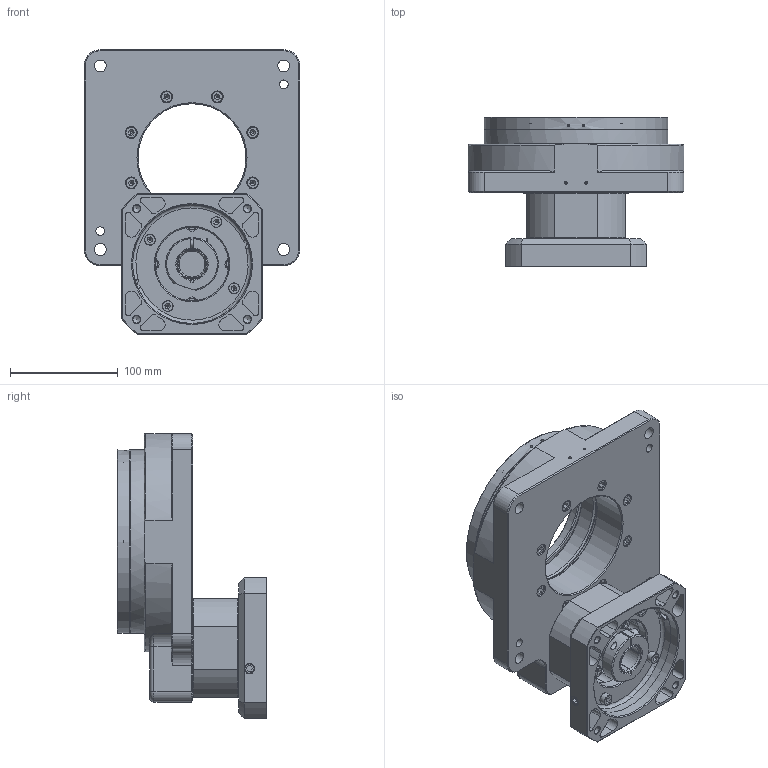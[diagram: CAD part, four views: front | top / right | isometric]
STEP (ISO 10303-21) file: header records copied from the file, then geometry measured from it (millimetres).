
FILE_DESCRIPTION((''),'2;1');
FILE_NAME('KGT-200H-1.stp','2018-11-13T16:44:57',('Young'),(''),'Autodesk Inventor 2012','Autodesk Inventor 2012','');
FILE_SCHEMA(('AUTOMOTIVE_DESIGN { 1 0 10303 214 1 1 1 1 }'));
Length unit declared in the file: millimetre
Products named in the file (1): KGT-200H-1
Bounding box: 200 x 138.5 x 263.5 mm (x, y, z)
Volume: 2133325.7 mm3; surface area: 270081.5 mm2
Topology: 1 solids, 34 shells, 1020 faces, 2293 edges, 1420 vertices
Faces by surface type: plane 586, cylinder 240, cone 158, torus 34, bspline 2
Full cylindrical faces by diameter (mm): 2.5 x4, 3.3 x6, 5 x9, 5.1 x6, 5.5 x4, 6 x19, 6.5 x15, 6.6 x12, 6.8 x8, 8 x4, 8.433 x2, 8.5 x4, 10 x19, 10.5 x6, 11 x16, 24.2 x1, 28.5 x1, 29.8 x1, 30 x1, 36 x1, 42 x1, 45 x1, 68 x1, 100 x2, 103 x1, 108 x2, 110 x1, 110.03 x1, 111.41 x1, 140 x1
Entity records: 27635 total; most frequent: CARTESIAN_POINT 5184, DIRECTION 4684, ORIENTED_EDGE 3788, EDGE_CURVE 1894, AXIS2_PLACEMENT_3D 1859, EDGE_LOOP 1453, VERTEX_POINT 1311, STYLED_ITEM 1021
